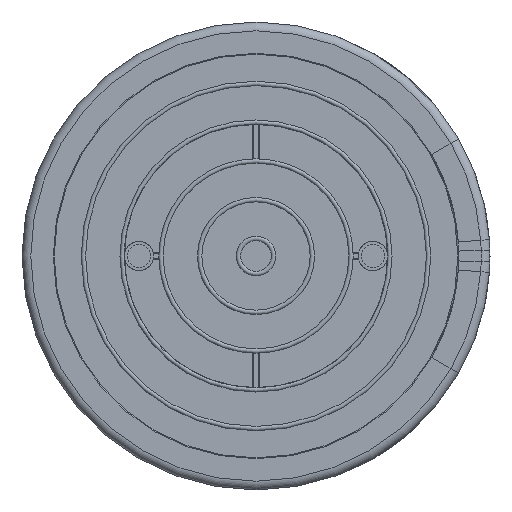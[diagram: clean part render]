
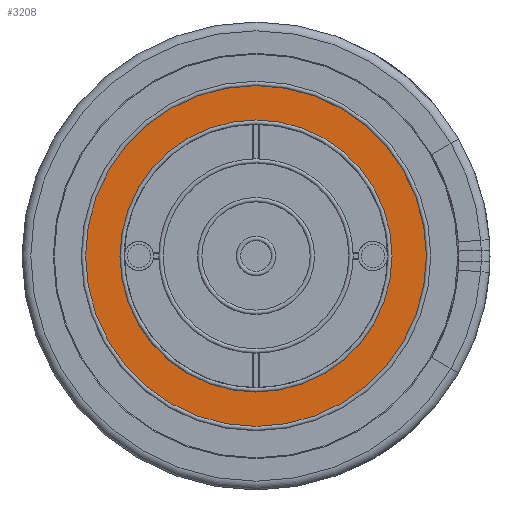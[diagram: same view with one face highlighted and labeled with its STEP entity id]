
A CAD part, front view. The second image highlights one B-rep face of the part: STEP entity #3208.
In plain terms, the highlighted planar face has unit normal (0, -1, 0).
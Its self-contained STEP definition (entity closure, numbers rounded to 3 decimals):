
#70=FACE_BOUND('',#484,.T.);
#213=PLANE('',#3586);
#334=FACE_OUTER_BOUND('',#483,.T.);
#483=EDGE_LOOP('',(#2871,#2872));
#484=EDGE_LOOP('',(#2873,#2874));
#1009=CIRCLE('',#3561,5.825);
#1010=CIRCLE('',#3562,5.825);
#1022=CIRCLE('',#3578,4.65);
#1023=CIRCLE('',#3579,4.65);
#1416=VERTEX_POINT('',#6260);
#1417=VERTEX_POINT('',#6261);
#1428=VERTEX_POINT('',#6292);
#1429=VERTEX_POINT('',#6293);
#1901=EDGE_CURVE('',#1416,#1417,#1009,.T.);
#1902=EDGE_CURVE('',#1417,#1416,#1010,.T.);
#1917=EDGE_CURVE('',#1428,#1429,#1022,.T.);
#1918=EDGE_CURVE('',#1429,#1428,#1023,.T.);
#2871=ORIENTED_EDGE('',*,*,#1901,.T.);
#2872=ORIENTED_EDGE('',*,*,#1902,.T.);
#2873=ORIENTED_EDGE('',*,*,#1917,.T.);
#2874=ORIENTED_EDGE('',*,*,#1918,.T.);
#3208=ADVANCED_FACE('',(#334,#70),#213,.T.);
#3561=AXIS2_PLACEMENT_3D('',#6262,#4379,#4380);
#3562=AXIS2_PLACEMENT_3D('',#6263,#4381,#4382);
#3578=AXIS2_PLACEMENT_3D('',#6294,#4416,#4417);
#3579=AXIS2_PLACEMENT_3D('',#6295,#4418,#4419);
#3586=AXIS2_PLACEMENT_3D('',#6306,#4433,#4434);
#4379=DIRECTION('center_axis',(0.,-1.,0.));
#4380=DIRECTION('ref_axis',(-1.,0.,0.));
#4381=DIRECTION('center_axis',(0.,-1.,0.));
#4382=DIRECTION('ref_axis',(-1.,0.,0.));
#4416=DIRECTION('center_axis',(0.,1.,0.));
#4417=DIRECTION('ref_axis',(-1.,0.,0.));
#4418=DIRECTION('center_axis',(0.,1.,0.));
#4419=DIRECTION('ref_axis',(-1.,0.,0.));
#4433=DIRECTION('center_axis',(0.,-1.,0.));
#4434=DIRECTION('ref_axis',(0.,0.,-1.));
#6260=CARTESIAN_POINT('',(-5.825,0.1,0.));
#6261=CARTESIAN_POINT('',(5.825,0.1,0.));
#6262=CARTESIAN_POINT('Origin',(0.,0.1,0.));
#6263=CARTESIAN_POINT('Origin',(0.,0.1,0.));
#6292=CARTESIAN_POINT('',(-4.65,0.1,0.));
#6293=CARTESIAN_POINT('',(4.65,0.1,0.));
#6294=CARTESIAN_POINT('Origin',(0.,0.1,0.));
#6295=CARTESIAN_POINT('Origin',(0.,0.1,0.));
#6306=CARTESIAN_POINT('Origin',(0.,0.1,0.));
